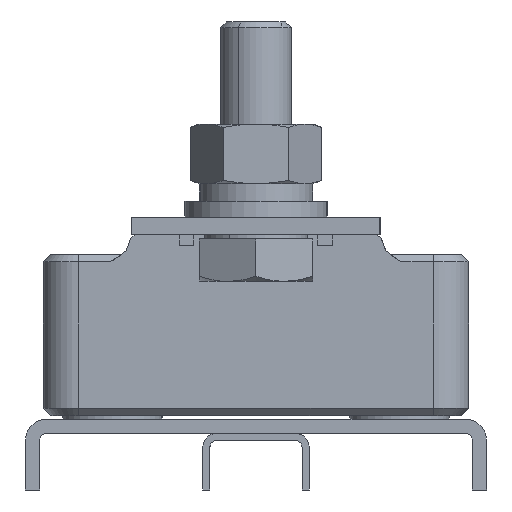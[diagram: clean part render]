
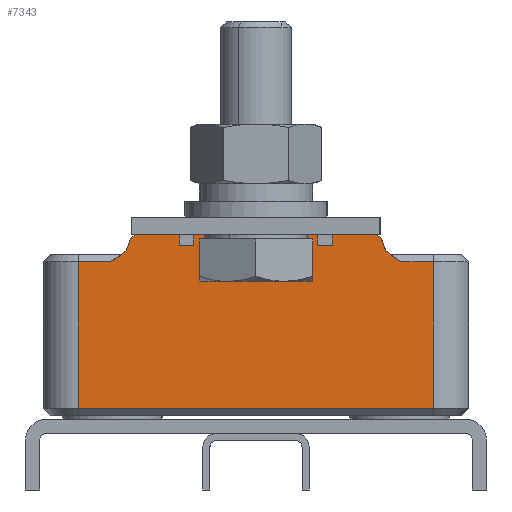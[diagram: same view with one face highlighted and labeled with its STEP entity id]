
A CAD part, front view. The second image highlights one B-rep face of the part: STEP entity #7343.
In plain terms, the highlighted face is planar.
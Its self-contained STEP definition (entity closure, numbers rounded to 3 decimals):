
#5287=DIRECTION('',(0.,-1.,0.));
#5288=VECTOR('',#5287,20.7);
#5289=CARTESIAN_POINT('',(-25.,22.2,25.));
#5290=LINE('',#5289,#5288);
#5316=DIRECTION('',(1.,0.,0.));
#5317=VECTOR('',#5316,50.);
#5318=CARTESIAN_POINT('',(-25.,1.5,25.));
#5319=LINE('',#5318,#5317);
#5323=DIRECTION('',(0.,-1.,0.));
#5324=VECTOR('',#5323,0.5);
#5325=CARTESIAN_POINT('',(-5.,26.,25.));
#5326=LINE('',#5325,#5324);
#5330=DIRECTION('',(1.,0.,0.));
#5331=VECTOR('',#5330,10.);
#5332=CARTESIAN_POINT('',(-5.,25.5,25.));
#5333=LINE('',#5332,#5331);
#5337=DIRECTION('',(1.,0.,0.));
#5338=VECTOR('',#5337,12.);
#5339=CARTESIAN_POINT('',(5.,26.,25.));
#5340=LINE('',#5339,#5338);
#5344=DIRECTION('',(0.819,-0.574,0.));
#5345=VECTOR('',#5344,0.819);
#5346=CARTESIAN_POINT('',(17.,26.,25.));
#5347=LINE('',#5346,#5345);
#5351=DIRECTION('',(0.342,-0.94,0.));
#5352=VECTOR('',#5351,1.98);
#5353=CARTESIAN_POINT('',(17.671,25.53,25.));
#5354=LINE('',#5353,#5352);
#5358=DIRECTION('',(0.819,-0.574,0.));
#5359=VECTOR('',#5358,2.563);
#5360=CARTESIAN_POINT('',(18.348,23.67,25.));
#5361=LINE('',#5360,#5359);
#5365=DIRECTION('',(0.819,0.574,0.));
#5366=VECTOR('',#5365,2.563);
#5367=CARTESIAN_POINT('',(-20.447,22.2,25.));
#5368=LINE('',#5367,#5366);
#5372=DIRECTION('',(0.342,0.94,0.));
#5373=VECTOR('',#5372,1.98);
#5374=CARTESIAN_POINT('',(-18.348,23.67,25.));
#5375=LINE('',#5374,#5373);
#5379=DIRECTION('',(0.819,0.574,0.));
#5380=VECTOR('',#5379,0.819);
#5381=CARTESIAN_POINT('',(-17.671,25.53,25.));
#5382=LINE('',#5381,#5380);
#5386=DIRECTION('',(1.,0.,0.));
#5387=VECTOR('',#5386,12.);
#5388=CARTESIAN_POINT('',(-17.,26.,25.));
#5389=LINE('',#5388,#5387);
#5477=DIRECTION('',(-1.,0.,0.));
#5478=VECTOR('',#5477,4.553);
#5479=CARTESIAN_POINT('',(-20.447,22.2,25.));
#5480=LINE('',#5479,#5478);
#5519=DIRECTION('',(-1.,0.,0.));
#5520=VECTOR('',#5519,4.553);
#5521=CARTESIAN_POINT('',(25.,22.2,25.));
#5522=LINE('',#5521,#5520);
#5555=DIRECTION('',(0.,1.,0.));
#5556=VECTOR('',#5555,20.7);
#5557=CARTESIAN_POINT('',(25.,1.5,25.));
#5558=LINE('',#5557,#5556);
#6333=DIRECTION('',(0.,-1.,0.));
#6334=VECTOR('',#6333,0.5);
#6335=CARTESIAN_POINT('',(5.,26.,25.));
#6336=LINE('',#6335,#6334);
#6599=CARTESIAN_POINT('',(-25.,22.2,25.));
#6600=VERTEX_POINT('',#6599);
#6602=CARTESIAN_POINT('',(-25.,1.5,25.));
#6604=VERTEX_POINT('',#6602);
#6609=CARTESIAN_POINT('',(25.,1.5,25.));
#6610=VERTEX_POINT('',#6609);
#6613=CARTESIAN_POINT('',(-5.,26.,25.));
#6614=CARTESIAN_POINT('',(-5.,25.5,25.));
#6615=VERTEX_POINT('',#6613);
#6616=VERTEX_POINT('',#6614);
#6617=CARTESIAN_POINT('',(5.,25.5,25.));
#6618=VERTEX_POINT('',#6617);
#6619=CARTESIAN_POINT('',(5.,26.,25.));
#6620=VERTEX_POINT('',#6619);
#6621=CARTESIAN_POINT('',(17.,26.,25.));
#6622=VERTEX_POINT('',#6621);
#6623=CARTESIAN_POINT('',(17.671,25.53,25.));
#6624=VERTEX_POINT('',#6623);
#6625=CARTESIAN_POINT('',(18.348,23.67,25.));
#6626=VERTEX_POINT('',#6625);
#6627=CARTESIAN_POINT('',(20.447,22.2,25.));
#6628=VERTEX_POINT('',#6627);
#6629=CARTESIAN_POINT('',(25.,22.2,25.));
#6630=VERTEX_POINT('',#6629);
#6631=CARTESIAN_POINT('',(-20.447,22.2,25.));
#6632=VERTEX_POINT('',#6631);
#6633=CARTESIAN_POINT('',(-18.348,23.67,25.));
#6634=VERTEX_POINT('',#6633);
#6635=CARTESIAN_POINT('',(-17.671,25.53,25.));
#6636=VERTEX_POINT('',#6635);
#6637=CARTESIAN_POINT('',(-17.,26.,25.));
#6638=VERTEX_POINT('',#6637);
#7306=CARTESIAN_POINT('',(-25.,0.,25.));
#7307=DIRECTION('',(0.,0.,1.));
#7308=DIRECTION('',(1.,0.,0.));
#7309=AXIS2_PLACEMENT_3D('',#7306,#7307,#7308);
#7310=PLANE('',#7309);
#7312=ORIENTED_EDGE('',*,*,#7311,.T.);
#7314=ORIENTED_EDGE('',*,*,#7313,.T.);
#7316=ORIENTED_EDGE('',*,*,#7315,.F.);
#7318=ORIENTED_EDGE('',*,*,#7317,.T.);
#7320=ORIENTED_EDGE('',*,*,#7319,.T.);
#7322=ORIENTED_EDGE('',*,*,#7321,.T.);
#7324=ORIENTED_EDGE('',*,*,#7323,.T.);
#7326=ORIENTED_EDGE('',*,*,#7325,.F.);
#7328=ORIENTED_EDGE('',*,*,#7327,.F.);
#7329=ORIENTED_EDGE('',*,*,#7296,.F.);
#7330=ORIENTED_EDGE('',*,*,#7271,.F.);
#7332=ORIENTED_EDGE('',*,*,#7331,.F.);
#7334=ORIENTED_EDGE('',*,*,#7333,.T.);
#7336=ORIENTED_EDGE('',*,*,#7335,.T.);
#7338=ORIENTED_EDGE('',*,*,#7337,.T.);
#7340=ORIENTED_EDGE('',*,*,#7339,.T.);
#7341=EDGE_LOOP('',(#7312,#7314,#7316,#7318,#7320,#7322,#7324,#7326,#7328,#7329,
#7330,#7332,#7334,#7336,#7338,#7340));
#7342=FACE_OUTER_BOUND('',#7341,.F.);
#7271=EDGE_CURVE('',#6600,#6604,#5290,.T.);
#7296=EDGE_CURVE('',#6604,#6610,#5319,.T.);
#7311=EDGE_CURVE('',#6615,#6616,#5326,.T.);
#7313=EDGE_CURVE('',#6616,#6618,#5333,.T.);
#7315=EDGE_CURVE('',#6620,#6618,#6336,.T.);
#7317=EDGE_CURVE('',#6620,#6622,#5340,.T.);
#7319=EDGE_CURVE('',#6622,#6624,#5347,.T.);
#7321=EDGE_CURVE('',#6624,#6626,#5354,.T.);
#7323=EDGE_CURVE('',#6626,#6628,#5361,.T.);
#7325=EDGE_CURVE('',#6630,#6628,#5522,.T.);
#7327=EDGE_CURVE('',#6610,#6630,#5558,.T.);
#7331=EDGE_CURVE('',#6632,#6600,#5480,.T.);
#7333=EDGE_CURVE('',#6632,#6634,#5368,.T.);
#7335=EDGE_CURVE('',#6634,#6636,#5375,.T.);
#7337=EDGE_CURVE('',#6636,#6638,#5382,.T.);
#7339=EDGE_CURVE('',#6638,#6615,#5389,.T.);
#7343=ADVANCED_FACE('',(#7342),#7310,.T.);
